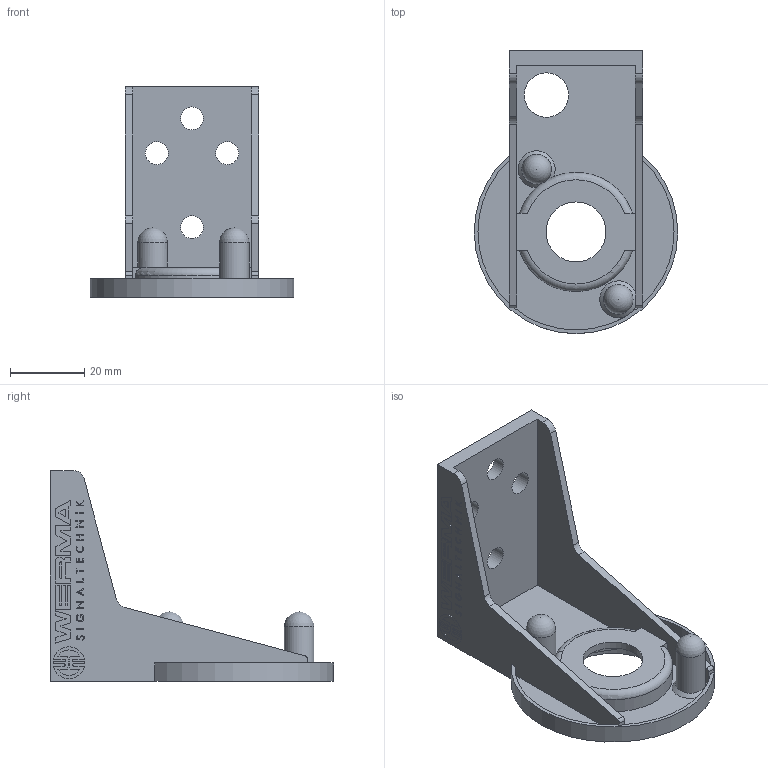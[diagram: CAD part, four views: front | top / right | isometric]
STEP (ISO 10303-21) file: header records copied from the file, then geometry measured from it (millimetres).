
FILE_DESCRIPTION(/* description */ ('Customer part'),/* implementation_level */ '2;1');
FILE_NAME(/* name */ '800000010071_PRT_000.step',/* time_stamp */ '2018-07-16T18:18:30+02:00',/* author */ ('IMPORT'),/* organization */ ('WERMA Signaltechnik GmbH+Co.KG'),/* preprocessor_version */ 'ST-DEVELOPER v17',/* originating_system */ 'Autodesk Inventor 2018',/* authorisation */ 'public');
FILE_SCHEMA (('AUTOMOTIVE_DESIGN { 1 0 10303 214 3 1 1 }'));
Length unit declared in the file: millimetre
Products named in the file (1): 800000010071
Bounding box: 55 x 76.5 x 57 mm (x, y, z)
Volume: 19147.9 mm3; surface area: 19075.8 mm2
Topology: 1 solids, 1 shells, 596 faces, 1598 edges, 1064 vertices
Faces by surface type: plane 469, cylinder 119, cone 4, sphere 2, torus 2
Full cylindrical faces by diameter (mm): 3.4 x2, 5.5 x2, 6.2 x4, 8 x3, 12 x1, 16.2 x1, 28.18 x1
Entity records: 18571 total; most frequent: CARTESIAN_POINT 3334, ORIENTED_EDGE 3192, DIRECTION 3032, EDGE_CURVE 1596, LINE 1336, VECTOR 1336, VERTEX_POINT 1064, AXIS2_PLACEMENT_3D 848
